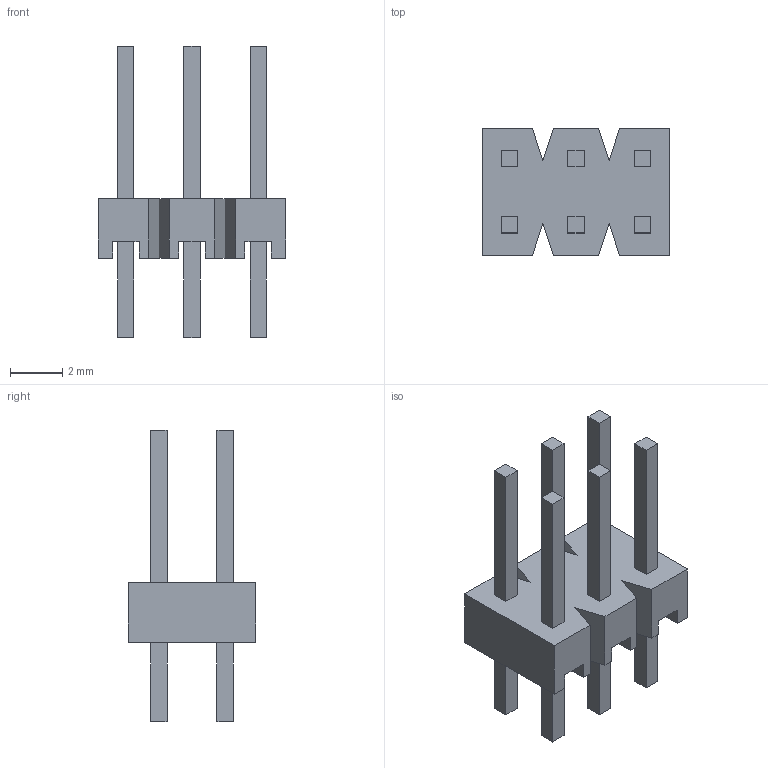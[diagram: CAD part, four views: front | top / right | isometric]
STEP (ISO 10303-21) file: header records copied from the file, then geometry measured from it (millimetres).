
FILE_DESCRIPTION(/* description */ (''),/* implementation_level */ '2;1');
FILE_NAME(/* name */ 'red_2x3pin.stp',/* time_stamp */ '2017-03-26T03:27:16-04:00',/* author */ ('beili'),/* organization */ ('Tyco Electronics Ltd.'),/* preprocessor_version */ 'ST-DEVELOPER v16.5',/* originating_system */ 'Autodesk Inventor 2017',/* authorisation */ '');
FILE_SCHEMA (('AUTOMOTIVE_DESIGN { 1 0 10303 214 3 1 1 }'));
Length unit declared in the file: millimetre
Products named in the file (1): c-5-146256-3-e-3d
Bounding box: 7.21 x 4.88 x 11.18 mm (x, y, z)
Volume: 85.3 mm3; surface area: 297.1 mm2
Topology: 1 solids, 1 shells, 114 faces, 300 edges, 200 vertices
Faces by surface type: plane 114
Entity records: 3498 total; most frequent: CARTESIAN_POINT 615, ORIENTED_EDGE 600, DIRECTION 530, LINE 300, VECTOR 300, EDGE_CURVE 300, VERTEX_POINT 200, EDGE_LOOP 126
